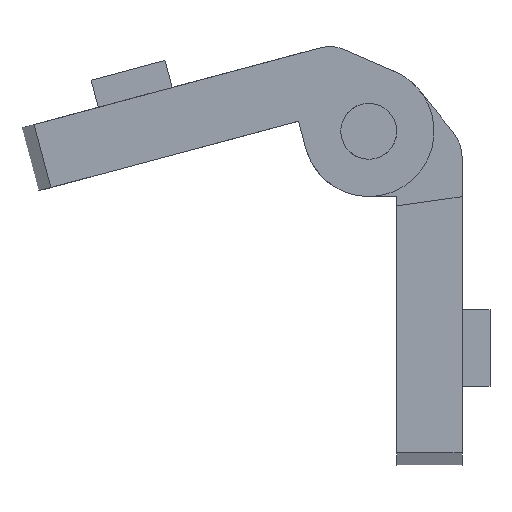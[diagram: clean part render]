
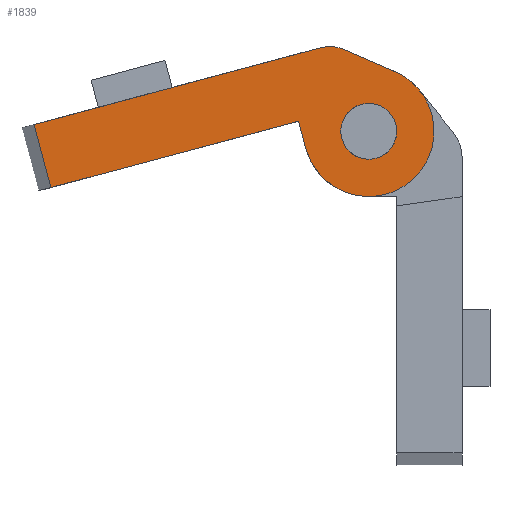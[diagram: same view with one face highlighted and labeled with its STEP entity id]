
A CAD part, left-side view. The second image highlights one B-rep face of the part: STEP entity #1839.
In plain terms, the highlighted face is planar.
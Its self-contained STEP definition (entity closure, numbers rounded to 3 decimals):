
#73 = EDGE_CURVE ( 'NONE', #1398, #745, #420, .T. ) ;
#105 = EDGE_CURVE ( 'NONE', #410, #579, #1848, .T. ) ;
#124 = DIRECTION ( 'NONE',  ( -1., 0., 0. ) ) ;
#134 = DIRECTION ( 'NONE',  ( 1., 0., 0. ) ) ;
#159 = FACE_BOUND ( 'NONE', #1338, .T. ) ;
#184 = CARTESIAN_POINT ( 'NONE',  ( 10., 10., 25. ) ) ;
#192 = EDGE_CURVE ( 'NONE', #1175, #287, #416, .T. ) ;
#244 = VERTEX_POINT ( 'NONE', #622 ) ;
#265 = CARTESIAN_POINT ( 'NONE',  ( 7., 10., 25. ) ) ;
#287 = VERTEX_POINT ( 'NONE', #1210 ) ;
#292 = CARTESIAN_POINT ( 'NONE',  ( 7., 10., 25. ) ) ;
#303 = AXIS2_PLACEMENT_3D ( 'NONE', #292, #1157, #877 ) ;
#338 = CIRCLE ( 'NONE', #735, 3. ) ;
#376 = AXIS2_PLACEMENT_3D ( 'NONE', #627, #934, #637 ) ;
#397 = ORIENTED_EDGE ( 'NONE', *, *, #1392, .T. ) ;
#399 = VECTOR ( 'NONE', #907, 1000. ) ;
#410 = VERTEX_POINT ( 'NONE', #1397 ) ;
#416 = LINE ( 'NONE', #1752, #1363 ) ;
#420 = CIRCLE ( 'NONE', #1723, 3. ) ;
#427 = LINE ( 'NONE', #862, #1183 ) ;
#435 = DIRECTION ( 'NONE',  ( 0., 0., 1. ) ) ;
#448 = CARTESIAN_POINT ( 'NONE',  ( 2.63, 4.532, 25. ) ) ;
#492 = DIRECTION ( 'NONE',  ( 0., 0., 1. ) ) ;
#497 = EDGE_CURVE ( 'NONE', #745, #1398, #338, .T. ) ;
#502 = DIRECTION ( 'NONE',  ( 0., 0., 1. ) ) ;
#525 = CARTESIAN_POINT ( 'NONE',  ( 41.5, 7., 25. ) ) ;
#558 = DIRECTION ( 'NONE',  ( 0., 0., 1. ) ) ;
#573 = VECTOR ( 'NONE', #1496, 1000. ) ;
#579 = VERTEX_POINT ( 'NONE', #1722 ) ;
#582 = CIRCLE ( 'NONE', #376, 4. ) ;
#589 = ORIENTED_EDGE ( 'NONE', *, *, #1802, .T. ) ;
#621 = CARTESIAN_POINT ( 'NONE',  ( 41.5, -18., 25. ) ) ;
#622 = CARTESIAN_POINT ( 'NONE',  ( 7.205, 0.875, 25. ) ) ;
#627 = CARTESIAN_POINT ( 'NONE',  ( 9.702, 4., 25. ) ) ;
#637 = DIRECTION ( 'NONE',  ( 1., 0., 0. ) ) ;
#679 = ORIENTED_EDGE ( 'NONE', *, *, #192, .T. ) ;
#724 = DIRECTION ( 'NONE',  ( 1., 0., 0. ) ) ;
#735 = AXIS2_PLACEMENT_3D ( 'NONE', #1231, #502, #956 ) ;
#745 = VERTEX_POINT ( 'NONE', #184 ) ;
#776 = CARTESIAN_POINT ( 'NONE',  ( 9.702, 0., 25. ) ) ;
#844 = ORIENTED_EDGE ( 'NONE', *, *, #1720, .T. ) ;
#847 = ORIENTED_EDGE ( 'NONE', *, *, #929, .T. ) ;
#850 = EDGE_CURVE ( 'NONE', #287, #410, #953, .T. ) ;
#862 = CARTESIAN_POINT ( 'NONE',  ( 7.205, 0.875, 25. ) ) ;
#877 = DIRECTION ( 'NONE',  ( 1., 0., 0. ) ) ;
#907 = DIRECTION ( 'NONE',  ( 0., 1., 0. ) ) ;
#929 = EDGE_CURVE ( 'NONE', #244, #1574, #582, .T. ) ;
#934 = DIRECTION ( 'NONE',  ( 0., 0., 1. ) ) ;
#948 = CIRCLE ( 'NONE', #303, 7. ) ;
#953 = LINE ( 'NONE', #1537, #1626 ) ;
#956 = DIRECTION ( 'NONE',  ( 1., 0., 0. ) ) ;
#973 = DIRECTION ( 'NONE',  ( 0.781, -0.624, 0. ) ) ;
#1076 = ORIENTED_EDGE ( 'NONE', *, *, #850, .T. ) ;
#1082 = DIRECTION ( 'NONE',  ( 1., 0., 0. ) ) ;
#1097 = EDGE_CURVE ( 'NONE', #1574, #1866, #1763, .T. ) ;
#1140 = VERTEX_POINT ( 'NONE', #448 ) ;
#1157 = DIRECTION ( 'NONE',  ( 0., 0., 1. ) ) ;
#1175 = VERTEX_POINT ( 'NONE', #525 ) ;
#1183 = VECTOR ( 'NONE', #973, 1000. ) ;
#1210 = CARTESIAN_POINT ( 'NONE',  ( 14., 7., 25. ) ) ;
#1231 = CARTESIAN_POINT ( 'NONE',  ( 7., 10., 25. ) ) ;
#1232 = ORIENTED_EDGE ( 'NONE', *, *, #73, .F. ) ;
#1336 = FACE_OUTER_BOUND ( 'NONE', #1714, .T. ) ;
#1338 = EDGE_LOOP ( 'NONE', ( #1232, #1591 ) ) ;
#1363 = VECTOR ( 'NONE', #124, 1000. ) ;
#1373 = DIRECTION ( 'NONE',  ( 0., 1., 0. ) ) ;
#1392 = EDGE_CURVE ( 'NONE', #1140, #244, #427, .T. ) ;
#1397 = CARTESIAN_POINT ( 'NONE',  ( 14., 10., 25. ) ) ;
#1398 = VERTEX_POINT ( 'NONE', #1554 ) ;
#1430 = CARTESIAN_POINT ( 'NONE',  ( 7., 10., 25. ) ) ;
#1486 = CARTESIAN_POINT ( 'NONE',  ( 9.702, 0., 25. ) ) ;
#1489 = CARTESIAN_POINT ( 'NONE',  ( 41.5, 0., 25. ) ) ;
#1496 = DIRECTION ( 'NONE',  ( 1., 0., 0. ) ) ;
#1498 = ORIENTED_EDGE ( 'NONE', *, *, #1097, .T. ) ;
#1501 = PLANE ( 'NONE',  #1823 ) ;
#1537 = CARTESIAN_POINT ( 'NONE',  ( 14., 10., 25. ) ) ;
#1554 = CARTESIAN_POINT ( 'NONE',  ( 4., 10., 25. ) ) ;
#1574 = VERTEX_POINT ( 'NONE', #776 ) ;
#1591 = ORIENTED_EDGE ( 'NONE', *, *, #497, .F. ) ;
#1621 = LINE ( 'NONE', #621, #399 ) ;
#1626 = VECTOR ( 'NONE', #1373, 1000. ) ;
#1648 = CARTESIAN_POINT ( 'NONE',  ( 7., 10., 25. ) ) ;
#1714 = EDGE_LOOP ( 'NONE', ( #1498, #589, #679, #1076, #1854, #844, #397, #847 ) ) ;
#1720 = EDGE_CURVE ( 'NONE', #579, #1140, #948, .T. ) ;
#1721 = AXIS2_PLACEMENT_3D ( 'NONE', #1430, #435, #724 ) ;
#1722 = CARTESIAN_POINT ( 'NONE',  ( 0., 10., 25. ) ) ;
#1723 = AXIS2_PLACEMENT_3D ( 'NONE', #265, #558, #134 ) ;
#1752 = CARTESIAN_POINT ( 'NONE',  ( 43., 7., 25. ) ) ;
#1763 = LINE ( 'NONE', #1486, #573 ) ;
#1802 = EDGE_CURVE ( 'NONE', #1866, #1175, #1621, .T. ) ;
#1823 = AXIS2_PLACEMENT_3D ( 'NONE', #1648, #492, #1082 ) ;
#1839 = ADVANCED_FACE ( 'NONE', ( #159, #1336 ), #1501, .T. ) ;
#1848 = CIRCLE ( 'NONE', #1721, 7. ) ;
#1854 = ORIENTED_EDGE ( 'NONE', *, *, #105, .T. ) ;
#1866 = VERTEX_POINT ( 'NONE', #1489 ) ;
